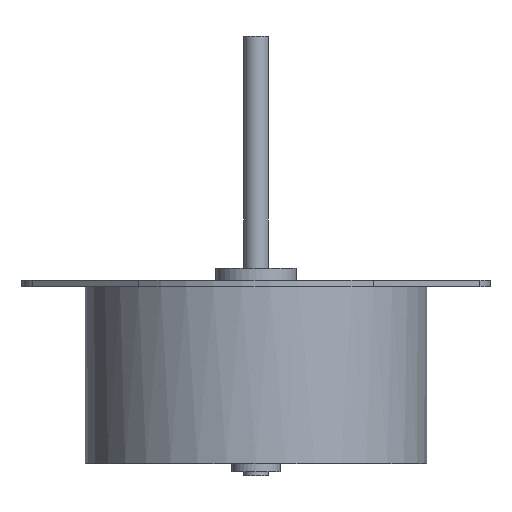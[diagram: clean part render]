
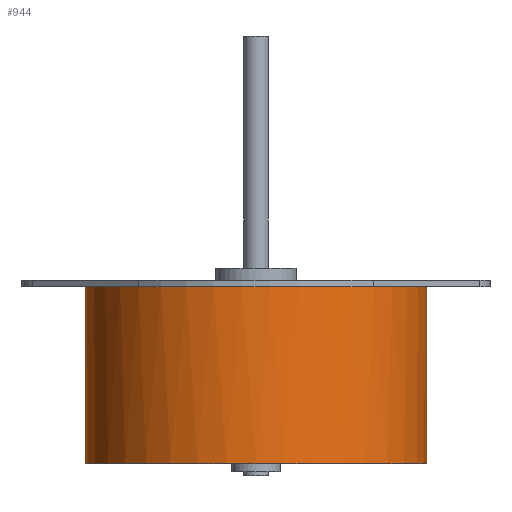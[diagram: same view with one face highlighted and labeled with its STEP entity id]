
A CAD part, left-side view. The second image highlights one B-rep face of the part: STEP entity #944.
In plain terms, the highlighted cylindrical face has radius 21 mm (diameter 42 mm), a full revolution.
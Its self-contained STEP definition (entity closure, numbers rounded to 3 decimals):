
#651=CARTESIAN_POINT('',(20.662,3.75,-6.35));
#652=VERTEX_POINT('',#651);
#669=CARTESIAN_POINT('',(20.662,3.75,-15.35));
#670=VERTEX_POINT('',#669);
#677=CARTESIAN_POINT('',(20.662,3.75,-6.35));
#678=DIRECTION('',(0.0,0.0,-1.0));
#679=VECTOR('',#678,9.0);
#680=LINE('',#677,#679);
#681=EDGE_CURVE('',#652,#670,#680,.T.);
#736=CARTESIAN_POINT('',(20.662,-3.75,-6.35));
#737=VERTEX_POINT('',#736);
#744=CARTESIAN_POINT('',(20.662,-3.75,-15.35));
#745=VERTEX_POINT('',#744);
#746=CARTESIAN_POINT('',(20.662,-3.75,-15.35));
#747=DIRECTION('',(0.0,0.0,1.0));
#748=VECTOR('',#747,9.0);
#749=LINE('',#746,#748);
#750=EDGE_CURVE('',#745,#737,#749,.T.);
#767=CARTESIAN_POINT('',(0.0,0.0,-6.35));
#768=DIRECTION('',(0.0,0.0,1.0));
#769=DIRECTION('',(-1.0,0.0,0.0));
#770=AXIS2_PLACEMENT_3D('',#767,#768,#769);
#771=CIRCLE('',#770,21.0);
#772=EDGE_CURVE('',#737,#652,#771,.T.);
#786=CARTESIAN_POINT('',(0.0,0.0,-15.35));
#787=DIRECTION('',(0.0,0.0,-1.0));
#788=DIRECTION('',(-1.0,0.0,0.0));
#789=AXIS2_PLACEMENT_3D('',#786,#787,#788);
#790=CIRCLE('',#789,21.0);
#791=EDGE_CURVE('',#670,#745,#790,.T.);
#875=CARTESIAN_POINT('',(0.0,0.0,0.0));
#876=DIRECTION('',(0.0,0.0,-1.0));
#877=DIRECTION('',(-1.0,0.0,0.0));
#878=AXIS2_PLACEMENT_3D('',#875,#876,#877);
#879=CYLINDRICAL_SURFACE('',#878,21.0);
#880=CARTESIAN_POINT('',(21.0,0.,-21.7));
#881=VERTEX_POINT('',#880);
#882=CARTESIAN_POINT('',(0.0,0.0,-21.7));
#883=DIRECTION('',(0.0,0.0,1.0));
#884=DIRECTION('',(-1.0,0.0,0.0));
#885=AXIS2_PLACEMENT_3D('',#882,#883,#884);
#886=CIRCLE('',#885,21.0);
#887=EDGE_CURVE('',#881,#881,#886,.T.);
#888=ORIENTED_EDGE('',*,*,#887,.T.);
#889=EDGE_LOOP('',(#888));
#890=FACE_OUTER_BOUND('',#889,.T.);
#891=ORIENTED_EDGE('',*,*,#750,.T.);
#892=ORIENTED_EDGE('',*,*,#772,.T.);
#893=ORIENTED_EDGE('',*,*,#681,.T.);
#894=ORIENTED_EDGE('',*,*,#791,.T.);
#895=EDGE_LOOP('',(#891,#892,#893,#894));
#896=FACE_BOUND('',#895,.T.);
#897=CARTESIAN_POINT('',(21.0,0.,0.0));
#898=VERTEX_POINT('',#897);
#899=CARTESIAN_POINT('',(15.262,14.424,0.0));
#900=VERTEX_POINT('',#899);
#901=CARTESIAN_POINT('',(0.0,0.0,0.0));
#902=DIRECTION('',(0.0,0.0,1.0));
#903=DIRECTION('',(0.727,-0.687,0.0));
#904=AXIS2_PLACEMENT_3D('',#901,#902,#903);
#905=CIRCLE('',#904,21.0);
#906=EDGE_CURVE('',#898,#900,#905,.T.);
#907=ORIENTED_EDGE('',*,*,#906,.F.);
#908=CARTESIAN_POINT('',(15.257,-14.429,0.0));
#909=VERTEX_POINT('',#908);
#910=CARTESIAN_POINT('',(0.0,0.0,0.0));
#911=DIRECTION('',(0.0,0.0,1.0));
#912=DIRECTION('',(0.727,-0.687,0.0));
#913=AXIS2_PLACEMENT_3D('',#910,#911,#912);
#914=CIRCLE('',#913,21.0);
#915=EDGE_CURVE('',#909,#898,#914,.T.);
#916=ORIENTED_EDGE('',*,*,#915,.F.);
#917=CARTESIAN_POINT('',(-15.262,-14.424,0.0));
#918=VERTEX_POINT('',#917);
#919=CARTESIAN_POINT('',(0.0,0.0,0.0));
#920=DIRECTION('',(0.0,0.0,1.0));
#921=DIRECTION('',(-1.0,0.0,0.0));
#922=AXIS2_PLACEMENT_3D('',#919,#920,#921);
#923=CIRCLE('',#922,21.0);
#924=EDGE_CURVE('',#918,#909,#923,.T.);
#925=ORIENTED_EDGE('',*,*,#924,.F.);
#926=CARTESIAN_POINT('',(-15.262,14.424,0.0));
#927=VERTEX_POINT('',#926);
#928=CARTESIAN_POINT('',(0.0,0.0,0.0));
#929=DIRECTION('',(0.0,0.0,1.0));
#930=DIRECTION('',(-0.727,0.687,0.0));
#931=AXIS2_PLACEMENT_3D('',#928,#929,#930);
#932=CIRCLE('',#931,21.0);
#933=EDGE_CURVE('',#927,#918,#932,.T.);
#934=ORIENTED_EDGE('',*,*,#933,.F.);
#935=CARTESIAN_POINT('',(0.0,0.0,0.0));
#936=DIRECTION('',(0.0,0.0,1.0));
#937=DIRECTION('',(-1.0,0.0,0.0));
#938=AXIS2_PLACEMENT_3D('',#935,#936,#937);
#939=CIRCLE('',#938,21.0);
#940=EDGE_CURVE('',#900,#927,#939,.T.);
#941=ORIENTED_EDGE('',*,*,#940,.F.);
#942=EDGE_LOOP('',(#907,#916,#925,#934,#941));
#943=FACE_BOUND('',#942,.T.);
#944=ADVANCED_FACE('',(#890,#896,#943),#879,.T.);
